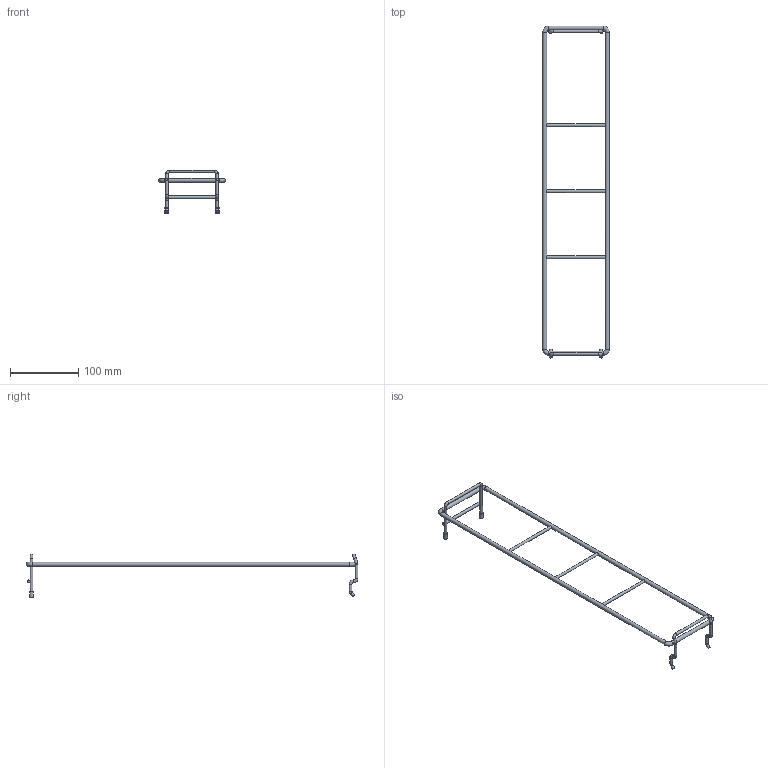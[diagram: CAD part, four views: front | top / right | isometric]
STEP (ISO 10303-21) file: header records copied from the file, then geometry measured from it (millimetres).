
FILE_DESCRIPTION(/* description */ (''),/* implementation_level */ '2;1');
FILE_NAME(/* name */ '3D_200-2784-XX.sat.ipt.stp',/* time_stamp */ '2023-03-15T10:00:55+01:00',/* author */ (''),/* organization */ (''),/* preprocessor_version */ 'ST-DEVELOPER v18.1',/* originating_system */ 'Autodesk Inventor 2021',/* authorisation */ '');
FILE_SCHEMA (('CONFIG_CONTROL_DESIGN'));
Length unit declared in the file: millimetre
Products named in the file (1): 3D_200-2784-XX.sat
Bounding box: 98 x 488 x 64.3 mm (x, y, z)
Volume: 41370.3 mm3; surface area: 30649.5 mm2
Topology: 4 solids, 4 shells, 48 faces, 132 edges, 84 vertices
Faces by surface type: cylinder 24, torus 16, plane 6, sphere 2
Full cylindrical faces by diameter (mm): 4 x18, 5.6 x2, 6 x4
Entity records: 1888 total; most frequent: CARTESIAN_POINT 479, DIRECTION 304, ORIENTED_EDGE 264, AXIS2_PLACEMENT_3D 135, EDGE_CURVE 132, VERTEX_POINT 88, CIRCLE 86, EDGE_LOOP 52
